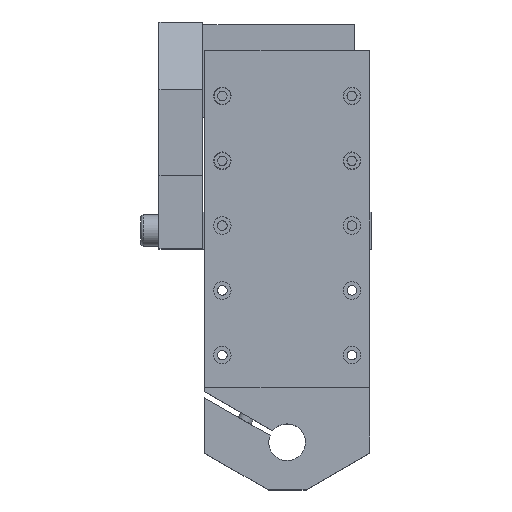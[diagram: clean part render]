
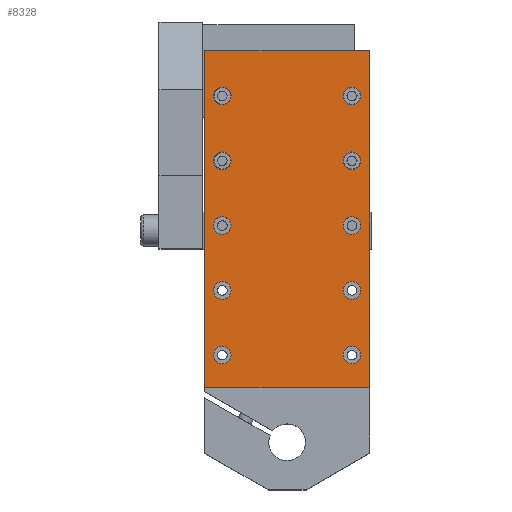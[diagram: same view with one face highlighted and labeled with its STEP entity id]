
A CAD part, top view. The second image highlights one B-rep face of the part: STEP entity #8328.
In plain terms, the highlighted planar face has unit normal (0, 0, 1).
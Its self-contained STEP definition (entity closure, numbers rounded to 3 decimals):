
#204=LINE('',#10805,#715);
#209=LINE('',#10816,#720);
#231=LINE('',#10869,#742);
#236=LINE('',#10899,#747);
#715=VECTOR('',#9247,1000.);
#720=VECTOR('',#9254,1000.);
#742=VECTOR('',#9302,1000.);
#747=VECTOR('',#9333,1000.);
#1237=PLANE('',#8744);
#1458=CIRCLE('',#8745,2.4);
#1459=CIRCLE('',#8746,2.4);
#1460=CIRCLE('',#8747,2.4);
#1461=CIRCLE('',#8748,2.4);
#1462=CIRCLE('',#8749,2.4);
#1463=CIRCLE('',#8750,2.4);
#1464=CIRCLE('',#8751,2.4);
#1465=CIRCLE('',#8752,2.4);
#1466=CIRCLE('',#8753,2.4);
#1467=CIRCLE('',#8754,2.4);
#1709=ORIENTED_EDGE('',*,*,#3202,.T.);
#1710=ORIENTED_EDGE('',*,*,#3203,.T.);
#1711=ORIENTED_EDGE('',*,*,#3204,.T.);
#1712=ORIENTED_EDGE('',*,*,#3205,.T.);
#1713=ORIENTED_EDGE('',*,*,#3206,.T.);
#1714=ORIENTED_EDGE('',*,*,#3207,.T.);
#1715=ORIENTED_EDGE('',*,*,#3208,.T.);
#1716=ORIENTED_EDGE('',*,*,#3209,.T.);
#1717=ORIENTED_EDGE('',*,*,#3210,.T.);
#1718=ORIENTED_EDGE('',*,*,#3211,.T.);
#1719=ORIENTED_EDGE('',*,*,#3159,.F.);
#1720=ORIENTED_EDGE('',*,*,#3201,.T.);
#1721=ORIENTED_EDGE('',*,*,#3186,.T.);
#1722=ORIENTED_EDGE('',*,*,#3154,.F.);
#3154=EDGE_CURVE('',#3916,#3918,#204,.T.);
#3159=EDGE_CURVE('',#3922,#3916,#209,.T.);
#3186=EDGE_CURVE('',#3941,#3918,#231,.T.);
#3201=EDGE_CURVE('',#3922,#3941,#236,.T.);
#3202=EDGE_CURVE('',#3953,#3953,#1458,.T.);
#3203=EDGE_CURVE('',#3954,#3954,#1459,.T.);
#3204=EDGE_CURVE('',#3955,#3955,#1460,.T.);
#3205=EDGE_CURVE('',#3956,#3956,#1461,.T.);
#3206=EDGE_CURVE('',#3957,#3957,#1462,.T.);
#3207=EDGE_CURVE('',#3958,#3958,#1463,.T.);
#3208=EDGE_CURVE('',#3959,#3959,#1464,.T.);
#3209=EDGE_CURVE('',#3960,#3960,#1465,.T.);
#3210=EDGE_CURVE('',#3961,#3961,#1466,.T.);
#3211=EDGE_CURVE('',#3962,#3962,#1467,.T.);
#3916=VERTEX_POINT('',#10803);
#3918=VERTEX_POINT('',#10806);
#3922=VERTEX_POINT('',#10815);
#3941=VERTEX_POINT('',#10870);
#3953=VERTEX_POINT('',#10902);
#3954=VERTEX_POINT('',#10904);
#3955=VERTEX_POINT('',#10906);
#3956=VERTEX_POINT('',#10908);
#3957=VERTEX_POINT('',#10910);
#3958=VERTEX_POINT('',#10912);
#3959=VERTEX_POINT('',#10914);
#3960=VERTEX_POINT('',#10916);
#3961=VERTEX_POINT('',#10918);
#3962=VERTEX_POINT('',#10920);
#4514=EDGE_LOOP('',(#1709));
#4515=EDGE_LOOP('',(#1710));
#4516=EDGE_LOOP('',(#1711));
#4517=EDGE_LOOP('',(#1712));
#4518=EDGE_LOOP('',(#1713));
#4519=EDGE_LOOP('',(#1714));
#4520=EDGE_LOOP('',(#1715));
#4521=EDGE_LOOP('',(#1716));
#4522=EDGE_LOOP('',(#1717));
#4523=EDGE_LOOP('',(#1718));
#4524=EDGE_LOOP('',(#1719,#1720,#1721,#1722));
#5117=FACE_BOUND('',#4514,.T.);
#5118=FACE_BOUND('',#4515,.T.);
#5119=FACE_BOUND('',#4516,.T.);
#5120=FACE_BOUND('',#4517,.T.);
#5121=FACE_BOUND('',#4518,.T.);
#5122=FACE_BOUND('',#4519,.T.);
#5123=FACE_BOUND('',#4520,.T.);
#5124=FACE_BOUND('',#4521,.T.);
#5125=FACE_BOUND('',#4522,.T.);
#5126=FACE_BOUND('',#4523,.T.);
#5127=FACE_BOUND('',#4524,.T.);
#8328=ADVANCED_FACE('',(#5117,#5118,#5119,#5120,#5121,#5122,#5123,#5124,
#5125,#5126,#5127),#1237,.F.);
#8744=AXIS2_PLACEMENT_3D('',#10900,#9334,#9335);
#8745=AXIS2_PLACEMENT_3D('',#10901,#9336,#9337);
#8746=AXIS2_PLACEMENT_3D('',#10903,#9338,#9339);
#8747=AXIS2_PLACEMENT_3D('',#10905,#9340,#9341);
#8748=AXIS2_PLACEMENT_3D('',#10907,#9342,#9343);
#8749=AXIS2_PLACEMENT_3D('',#10909,#9344,#9345);
#8750=AXIS2_PLACEMENT_3D('',#10911,#9346,#9347);
#8751=AXIS2_PLACEMENT_3D('',#10913,#9348,#9349);
#8752=AXIS2_PLACEMENT_3D('',#10915,#9350,#9351);
#8753=AXIS2_PLACEMENT_3D('',#10917,#9352,#9353);
#8754=AXIS2_PLACEMENT_3D('',#10919,#9354,#9355);
#9247=DIRECTION('',(1.,0.,0.));
#9254=DIRECTION('',(0.,1.,0.));
#9302=DIRECTION('',(0.,1.,0.));
#9333=DIRECTION('',(1.,0.,0.));
#9334=DIRECTION('',(0.,0.,-1.));
#9335=DIRECTION('',(-1.,0.,0.));
#9336=DIRECTION('',(0.,0.,-1.));
#9337=DIRECTION('',(0.,-1.,0.));
#9338=DIRECTION('',(0.,0.,-1.));
#9339=DIRECTION('',(0.,-1.,0.));
#9340=DIRECTION('',(0.,0.,-1.));
#9341=DIRECTION('',(0.,-1.,0.));
#9342=DIRECTION('',(0.,0.,-1.));
#9343=DIRECTION('',(0.,-1.,0.));
#9344=DIRECTION('',(0.,0.,-1.));
#9345=DIRECTION('',(0.,-1.,0.));
#9346=DIRECTION('',(0.,0.,-1.));
#9347=DIRECTION('',(0.,-1.,0.));
#9348=DIRECTION('',(0.,0.,-1.));
#9349=DIRECTION('',(0.,-1.,0.));
#9350=DIRECTION('',(0.,0.,-1.));
#9351=DIRECTION('',(0.,-1.,0.));
#9352=DIRECTION('',(0.,0.,-1.));
#9353=DIRECTION('',(0.,-1.,0.));
#9354=DIRECTION('',(0.,0.,-1.));
#9355=DIRECTION('',(0.,-1.,0.));
#10803=CARTESIAN_POINT('',(-22.5,107.,8.));
#10805=CARTESIAN_POINT('',(22.5,107.,8.));
#10806=CARTESIAN_POINT('',(22.5,107.,8.));
#10815=CARTESIAN_POINT('',(-22.5,15.,8.));
#10816=CARTESIAN_POINT('',(-22.5,107.,8.));
#10869=CARTESIAN_POINT('',(22.5,15.,8.));
#10870=CARTESIAN_POINT('',(22.5,15.,8.));
#10899=CARTESIAN_POINT('',(-114.182,15.,8.));
#10900=CARTESIAN_POINT('',(-114.182,15.,8.));
#10901=CARTESIAN_POINT('',(-17.7,23.8,8.));
#10902=CARTESIAN_POINT('',(-17.7,21.4,8.));
#10903=CARTESIAN_POINT('',(17.7,23.8,8.));
#10904=CARTESIAN_POINT('',(17.7,21.4,8.));
#10905=CARTESIAN_POINT('',(17.7,41.5,8.));
#10906=CARTESIAN_POINT('',(17.7,39.1,8.));
#10907=CARTESIAN_POINT('',(17.7,59.2,8.));
#10908=CARTESIAN_POINT('',(17.7,56.8,8.));
#10909=CARTESIAN_POINT('',(17.7,76.9,8.));
#10910=CARTESIAN_POINT('',(17.7,74.5,8.));
#10911=CARTESIAN_POINT('',(17.7,94.6,8.));
#10912=CARTESIAN_POINT('',(17.7,92.2,8.));
#10913=CARTESIAN_POINT('',(-17.7,94.6,8.));
#10914=CARTESIAN_POINT('',(-17.7,92.2,8.));
#10915=CARTESIAN_POINT('',(-17.7,76.9,8.));
#10916=CARTESIAN_POINT('',(-17.7,74.5,8.));
#10917=CARTESIAN_POINT('',(-17.7,59.2,8.));
#10918=CARTESIAN_POINT('',(-17.7,56.8,8.));
#10919=CARTESIAN_POINT('',(-17.7,41.5,8.));
#10920=CARTESIAN_POINT('',(-17.7,39.1,8.));
